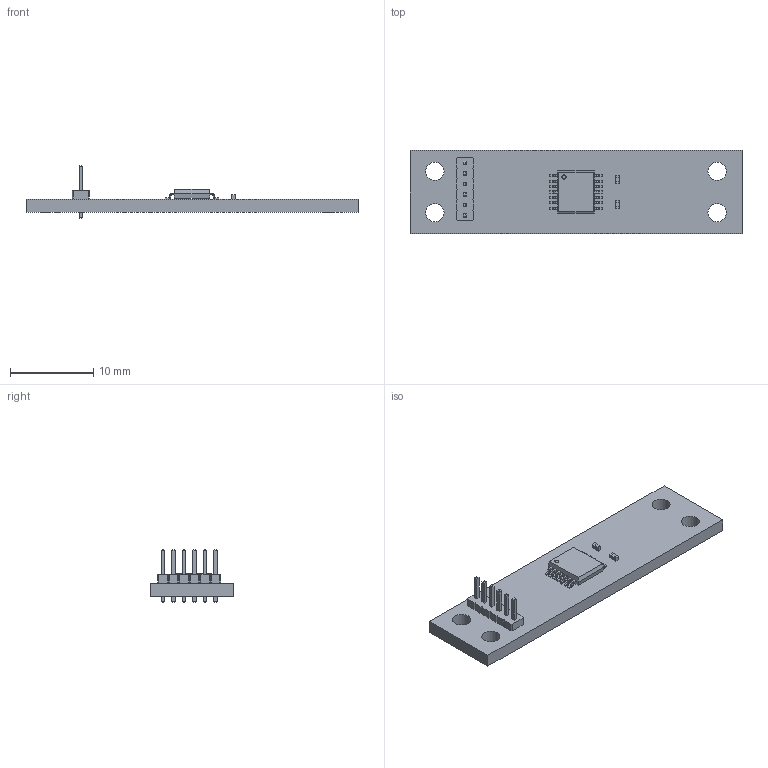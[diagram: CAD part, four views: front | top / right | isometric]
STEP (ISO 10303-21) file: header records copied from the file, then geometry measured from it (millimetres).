
FILE_DESCRIPTION(('FreeCAD Model'),'2;1');
FILE_NAME('encoder_board.step','2018-03-17T15:15:55',(''),(''), 'Open CASCADE STEP processor 6.8','FreeCAD','Unknown');
FILE_SCHEMA(('AUTOMOTIVE_DESIGN_CC2 { 1 2 10303 214 -1 1 5 4 }'));
Length unit declared in the file: millimetre
Products named in the file (1): encoder_board
Bounding box: 40 x 10 x 6.3 mm (x, y, z)
Volume: 658 mm3; surface area: 1142 mm2
Topology: 1 solids, 1 shells, 402 faces, 1112 edges, 724 vertices
Faces by surface type: plane 310, cylinder 90, cone 2
Full cylindrical faces by diameter (mm): 0.65 x6, 2.2 x4
Entity records: 15575 total; most frequent: CARTESIAN_POINT 2239, ORIENTED_EDGE 2224, DIRECTION 2102, EDGE_CURVE 1112, LINE 928, VECTOR 928, VERTEX_POINT 724, AXIS2_PLACEMENT_3D 587
